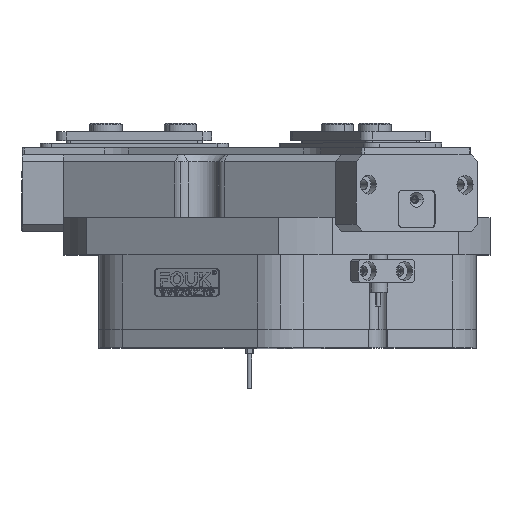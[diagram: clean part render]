
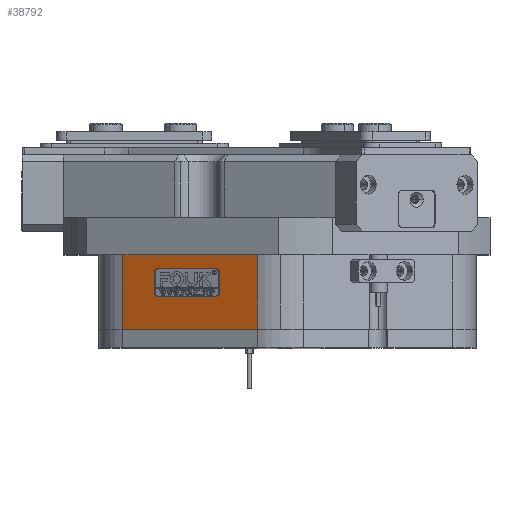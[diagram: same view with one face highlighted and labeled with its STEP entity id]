
A CAD part, top view. The second image highlights one B-rep face of the part: STEP entity #38792.
In plain terms, the highlighted planar face has unit normal (-0.5, 0, 0.866).
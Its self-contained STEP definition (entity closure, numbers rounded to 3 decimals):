
#1368 = ORIENTED_EDGE ( 'NONE', *, *, #39330, .T. ) ;
#1571 = AXIS2_PLACEMENT_3D ( 'NONE', #28708, #6517, #14122 ) ;
#2138 = DIRECTION ( 'NONE',  ( -0.866, 0., -0.5 ) ) ;
#2206 = ORIENTED_EDGE ( 'NONE', *, *, #7518, .T. ) ;
#2220 = VERTEX_POINT ( 'NONE', #41212 ) ;
#2698 = CIRCLE ( 'NONE', #32916, 2.1 ) ;
#3047 = FACE_OUTER_BOUND ( 'NONE', #17128, .T. ) ;
#3506 = CARTESIAN_POINT ( 'NONE',  ( -30.175, 26.2, 77.264 ) ) ;
#3864 = VERTEX_POINT ( 'NONE', #41364 ) ;
#3961 = CARTESIAN_POINT ( 'NONE',  ( -30.175, 26.2, 77.264 ) ) ;
#4309 = CARTESIAN_POINT ( 'NONE',  ( -54.423, 24.1, 63.264 ) ) ;
#4804 = EDGE_CURVE ( 'NONE', #2220, #15611, #18610, .T. ) ;
#5361 = FACE_BOUND ( 'NONE', #14120, .T. ) ;
#5647 = VECTOR ( 'NONE', #10001, 1000. ) ;
#6019 = EDGE_CURVE ( 'NONE', #47020, #44153, #21971, .T. ) ;
#6403 = EDGE_CURVE ( 'NONE', #2220, #15382, #45701, .T. ) ;
#6517 = DIRECTION ( 'NONE',  ( 0.5, 0., -0.866 ) ) ;
#6668 = DIRECTION ( 'NONE',  ( 0.866, 0., 0.5 ) ) ;
#7518 = EDGE_CURVE ( 'NONE', #22164, #47020, #16702, .T. ) ;
#7821 = DIRECTION ( 'NONE',  ( 0., -1., 0. ) ) ;
#8698 = CARTESIAN_POINT ( 'NONE',  ( -12., 32., 87.757 ) ) ;
#10001 = DIRECTION ( 'NONE',  ( 0., 1., 0. ) ) ;
#10555 = CARTESIAN_POINT ( 'NONE',  ( 82., 75., 142.028 ) ) ;
#10735 = EDGE_CURVE ( 'NONE', #44153, #25493, #36187, .T. ) ;
#10996 = DIRECTION ( 'NONE',  ( 0.866, 0., 0.5 ) ) ;
#11224 = ORIENTED_EDGE ( 'NONE', *, *, #17949, .T. ) ;
#11355 = EDGE_CURVE ( 'NONE', #3864, #38448, #37342, .T. ) ;
#11461 = CARTESIAN_POINT ( 'NONE',  ( -70., 32., 54.271 ) ) ;
#11824 = VECTOR ( 'NONE', #40040, 1000. ) ;
#12278 = EDGE_CURVE ( 'NONE', #44387, #15382, #12982, .T. ) ;
#12717 = DIRECTION ( 'NONE',  ( 0.5, 0., -0.866 ) ) ;
#12982 = LINE ( 'NONE', #13857, #11824 ) ;
#13848 = CARTESIAN_POINT ( 'NONE',  ( -12., 75., 87.757 ) ) ;
#13857 = CARTESIAN_POINT ( 'NONE',  ( -41., 32., 71.014 ) ) ;
#14120 = EDGE_LOOP ( 'NONE', ( #19916, #33632, #1368, #18609, #2206, #33137, #25053, #46773 ) ) ;
#14122 = DIRECTION ( 'NONE',  ( -0.866, 0., -0.5 ) ) ;
#15382 = VERTEX_POINT ( 'NONE', #8698 ) ;
#15524 = DIRECTION ( 'NONE',  ( -0.866, 0., -0.5 ) ) ;
#15611 = VERTEX_POINT ( 'NONE', #36012 ) ;
#16702 = LINE ( 'NONE', #27796, #5647 ) ;
#17128 = EDGE_LOOP ( 'NONE', ( #31490, #11224, #36802, #19774 ) ) ;
#17278 = CARTESIAN_POINT ( 'NONE',  ( 82., 0., 142.028 ) ) ;
#17949 = EDGE_CURVE ( 'NONE', #44387, #15611, #21685, .T. ) ;
#18152 = EDGE_CURVE ( 'NONE', #44073, #22164, #26610, .T. ) ;
#18609 = ORIENTED_EDGE ( 'NONE', *, *, #18152, .T. ) ;
#18610 = LINE ( 'NONE', #17278, #29610 ) ;
#18699 = CARTESIAN_POINT ( 'NONE',  ( -28.356, 24.1, 78.314 ) ) ;
#18739 = DIRECTION ( 'NONE',  ( -0.866, 0., -0.5 ) ) ;
#19139 = CARTESIAN_POINT ( 'NONE',  ( -70., 75., 54.271 ) ) ;
#19146 = EDGE_CURVE ( 'NONE', #25493, #3864, #2698, .T. ) ;
#19774 = ORIENTED_EDGE ( 'NONE', *, *, #6403, .T. ) ;
#19916 = ORIENTED_EDGE ( 'NONE', *, *, #11355, .T. ) ;
#20518 = VECTOR ( 'NONE', #7821, 1000. ) ;
#21136 = DIRECTION ( 'NONE',  ( -0.866, 0., -0.5 ) ) ;
#21685 = LINE ( 'NONE', #19139, #20518 ) ;
#21971 = CIRCLE ( 'NONE', #31144, 2.1 ) ;
#22147 = CARTESIAN_POINT ( 'NONE',  ( -30.175, 14., 77.264 ) ) ;
#22164 = VERTEX_POINT ( 'NONE', #40161 ) ;
#24335 = CARTESIAN_POINT ( 'NONE',  ( -54.423, 26.2, 63.264 ) ) ;
#24677 = VECTOR ( 'NONE', #33422, 1000. ) ;
#24682 = DIRECTION ( 'NONE',  ( 0.5, 0., -0.866 ) ) ;
#25053 = ORIENTED_EDGE ( 'NONE', *, *, #10735, .T. ) ;
#25493 = VERTEX_POINT ( 'NONE', #3961 ) ;
#26610 = CIRCLE ( 'NONE', #38794, 2.1 ) ;
#26699 = CARTESIAN_POINT ( 'NONE',  ( -30.175, 14., 77.264 ) ) ;
#27349 = VECTOR ( 'NONE', #15524, 1000. ) ;
#27796 = CARTESIAN_POINT ( 'NONE',  ( -56.242, 24.1, 62.214 ) ) ;
#28234 = VERTEX_POINT ( 'NONE', #22147 ) ;
#28708 = CARTESIAN_POINT ( 'NONE',  ( -30.175, 16.1, 77.264 ) ) ;
#29028 = CIRCLE ( 'NONE', #1571, 2.1 ) ;
#29368 = DIRECTION ( 'NONE',  ( 0., 1., 0. ) ) ;
#29610 = VECTOR ( 'NONE', #21136, 1000. ) ;
#31144 = AXIS2_PLACEMENT_3D ( 'NONE', #4309, #34094, #18739 ) ;
#31178 = CARTESIAN_POINT ( 'NONE',  ( -30.175, 24.1, 77.264 ) ) ;
#31280 = CARTESIAN_POINT ( 'NONE',  ( -54.423, 14., 63.264 ) ) ;
#31490 = ORIENTED_EDGE ( 'NONE', *, *, #12278, .F. ) ;
#31513 = CARTESIAN_POINT ( 'NONE',  ( -56.242, 24.1, 62.214 ) ) ;
#32916 = AXIS2_PLACEMENT_3D ( 'NONE', #31178, #12717, #34872 ) ;
#33137 = ORIENTED_EDGE ( 'NONE', *, *, #6019, .T. ) ;
#33352 = VECTOR ( 'NONE', #10996, 1000. ) ;
#33422 = DIRECTION ( 'NONE',  ( 0., -1., 0. ) ) ;
#33632 = ORIENTED_EDGE ( 'NONE', *, *, #40331, .T. ) ;
#34094 = DIRECTION ( 'NONE',  ( 0.5, 0., -0.866 ) ) ;
#34872 = DIRECTION ( 'NONE',  ( 0.866, 0., 0.5 ) ) ;
#36012 = CARTESIAN_POINT ( 'NONE',  ( -70., 0., 54.271 ) ) ;
#36187 = LINE ( 'NONE', #3506, #33352 ) ;
#36802 = ORIENTED_EDGE ( 'NONE', *, *, #4804, .F. ) ;
#37342 = LINE ( 'NONE', #18699, #24677 ) ;
#38448 = VERTEX_POINT ( 'NONE', #43398 ) ;
#38792 = ADVANCED_FACE ( 'NONE', ( #3047, #5361 ), #41302, .T. ) ;
#38794 = AXIS2_PLACEMENT_3D ( 'NONE', #46853, #24682, #2138 ) ;
#39330 = EDGE_CURVE ( 'NONE', #28234, #44073, #39498, .T. ) ;
#39498 = LINE ( 'NONE', #26699, #27349 ) ;
#39991 = DIRECTION ( 'NONE',  ( -0.5, 0., 0.866 ) ) ;
#40040 = DIRECTION ( 'NONE',  ( 0.866, 0., 0.5 ) ) ;
#40161 = CARTESIAN_POINT ( 'NONE',  ( -56.242, 16.1, 62.214 ) ) ;
#40331 = EDGE_CURVE ( 'NONE', #38448, #28234, #29028, .T. ) ;
#41035 = VECTOR ( 'NONE', #29368, 1000. ) ;
#41212 = CARTESIAN_POINT ( 'NONE',  ( -12., 0., 87.757 ) ) ;
#41302 = PLANE ( 'NONE',  #44348 ) ;
#41364 = CARTESIAN_POINT ( 'NONE',  ( -28.356, 24.1, 78.314 ) ) ;
#43398 = CARTESIAN_POINT ( 'NONE',  ( -28.356, 16.1, 78.314 ) ) ;
#44073 = VERTEX_POINT ( 'NONE', #31280 ) ;
#44153 = VERTEX_POINT ( 'NONE', #24335 ) ;
#44348 = AXIS2_PLACEMENT_3D ( 'NONE', #10555, #39991, #6668 ) ;
#44387 = VERTEX_POINT ( 'NONE', #11461 ) ;
#45701 = LINE ( 'NONE', #13848, #41035 ) ;
#46773 = ORIENTED_EDGE ( 'NONE', *, *, #19146, .T. ) ;
#46853 = CARTESIAN_POINT ( 'NONE',  ( -54.423, 16.1, 63.264 ) ) ;
#47020 = VERTEX_POINT ( 'NONE', #31513 ) ;
